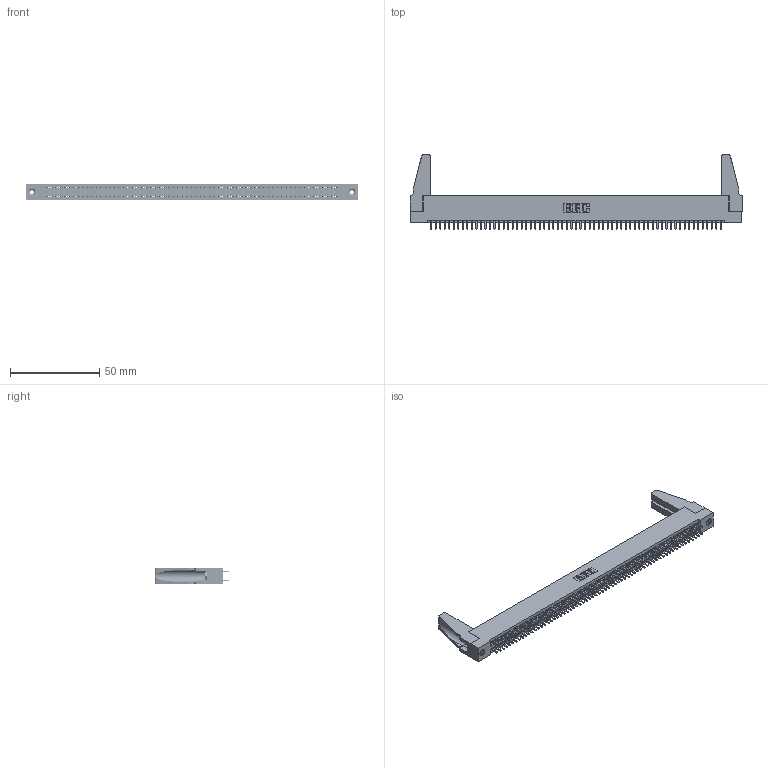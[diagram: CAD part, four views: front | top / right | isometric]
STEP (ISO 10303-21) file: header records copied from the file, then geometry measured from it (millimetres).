
FILE_DESCRIPTION (( 'STEP AP203' ), '1' );
FILE_NAME ('395-130-521-288.STEP', '2019-10-28T21:54:09', ( '' ), ( '' ), 'SwSTEP 2.0', 'SolidWorks 2016', '' );
FILE_SCHEMA (( 'CONFIG_CONTROL_DESIGN' ));
Length unit declared in the file: inch
Products named in the file (5): 345-220-078_345-220-088; 395-130-521-288; 345 Part_Flush Mounting Lugs - 0.156 Dia-TH; 345-292-001_345-293-121; 345-250-001_345-250-001-102
Assembly tree (135 placements, depth 2):
  395-130-521-288
    345 Part_Flush Mounting Lugs - 0.156 Dia-TH
    345-292-001_345-293-121  x130
    345-250-001_345-250-001-102  x2
    345-220-078_345-220-088  x2
Bounding box: 186.33 x 41.58 x 9.4 mm (x, y, z)
Volume: 21513.6 mm3; surface area: 30215.3 mm2
Topology: 135 solids, 135 shells, 6750 faces, 20025 edges, 13166 vertices
Faces by surface type: plane 4442, cylinder 2292, cone 12, torus 4
Entity records: 50070 total; most frequent: CARTESIAN_POINT 8366, ORIENTED_EDGE 8260, DIRECTION 7354, EDGE_CURVE 4130, LINE 3696, VECTOR 3696, VERTEX_POINT 2746, AXIS2_PLACEMENT_3D 1829
